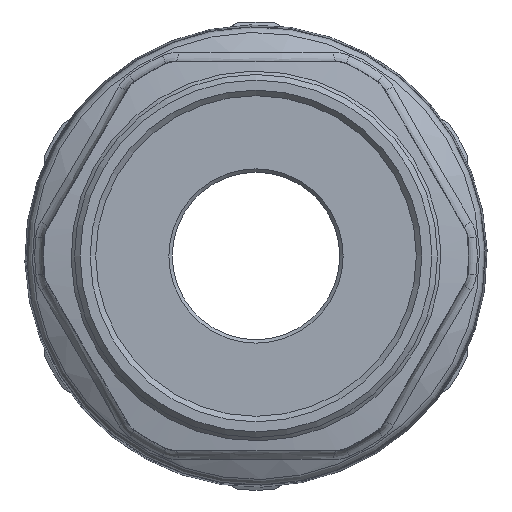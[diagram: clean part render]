
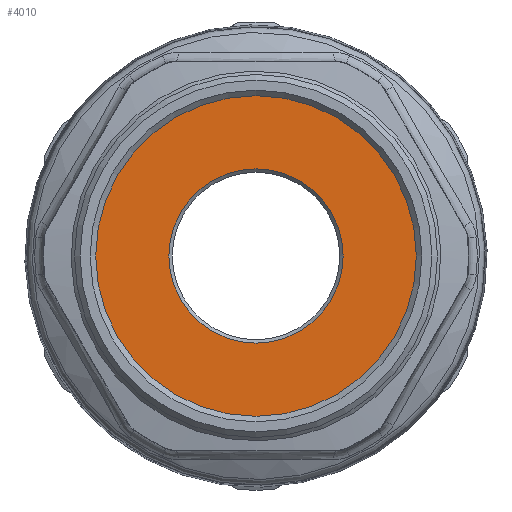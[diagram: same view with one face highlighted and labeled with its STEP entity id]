
A CAD part, front view. The second image highlights one B-rep face of the part: STEP entity #4010.
In plain terms, the highlighted planar face has unit normal (0, -1, 0).
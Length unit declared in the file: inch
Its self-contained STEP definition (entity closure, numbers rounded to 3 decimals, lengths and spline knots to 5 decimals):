
#376=FACE_BOUND('',#932,.T.);
#420=PLANE('',#4507);
#657=FACE_OUTER_BOUND('',#931,.T.);
#931=EDGE_LOOP('',(#3370));
#932=EDGE_LOOP('',(#3371));
#1422=CIRCLE('',#4504,0.30709);
#1425=CIRCLE('',#4508,0.56496);
#1754=VERTEX_POINT('',#9990);
#1757=VERTEX_POINT('',#9998);
#2295=EDGE_CURVE('',#1754,#1754,#1422,.T.);
#2299=EDGE_CURVE('',#1757,#1757,#1425,.T.);
#3370=ORIENTED_EDGE('',*,*,#2299,.F.);
#3371=ORIENTED_EDGE('',*,*,#2295,.F.);
#4010=ADVANCED_FACE('',(#657,#376),#420,.F.);
#4504=AXIS2_PLACEMENT_3D('',#9991,#5559,#5560);
#4507=AXIS2_PLACEMENT_3D('',#9997,#5566,#5567);
#4508=AXIS2_PLACEMENT_3D('',#9999,#5568,#5569);
#5559=DIRECTION('center_axis',(0.,-1.,0.));
#5560=DIRECTION('ref_axis',(0.,0.,1.));
#5566=DIRECTION('center_axis',(0.,1.,0.));
#5567=DIRECTION('ref_axis',(0.,0.,1.));
#5568=DIRECTION('center_axis',(0.,1.,0.));
#5569=DIRECTION('ref_axis',(1.,0.,0.));
#9990=CARTESIAN_POINT('',(0.,-2.79528,-0.30709));
#9991=CARTESIAN_POINT('Origin',(0.,-2.79528,0.));
#9997=CARTESIAN_POINT('Origin',(0.,-2.79528,-0.29528));
#9998=CARTESIAN_POINT('',(0.,-2.79528,0.56496));
#9999=CARTESIAN_POINT('Origin',(0.,-2.79528,0.));
